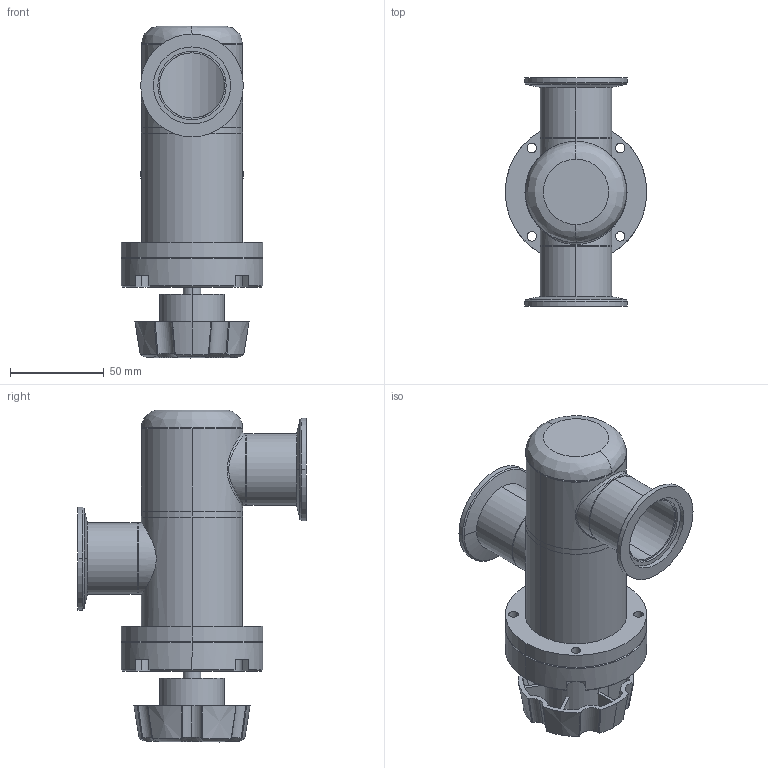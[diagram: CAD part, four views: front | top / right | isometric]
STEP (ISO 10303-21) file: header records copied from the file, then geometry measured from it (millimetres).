
FILE_DESCRIPTION (( 'STEP AP214' ), '1' );
FILE_NAME ('L-150-H-NW40_INLINE_VALVE_VITON_BONNET_MANUAL.STEP', '2020-03-27T08:51:46', ( 'admin' ), ( 'Microsoft' ), 'SwSTEP 2.0', 'SolidWorks 2016', '' );
FILE_SCHEMA (( 'AUTOMOTIVE_DESIGN' ));
Length unit declared in the file: inch
Products named in the file (1): L-150-H-NW40_INLINE_VALVE_VITON_BONNET_MANUAL
Bounding box: 75.56 x 121.92 x 177.26 mm (x, y, z)
Volume: 182591.1 mm3; surface area: 118707.3 mm2
Topology: 14 solids, 14 shells, 342 faces, 869 edges, 575 vertices
Faces by surface type: cylinder 143, plane 98, cone 78, bspline 22, sphere 1
Entity records: 13586 total; most frequent: CARTESIAN_POINT 5228, ORIENTED_EDGE 1738, DIRECTION 1648, EDGE_CURVE 869, AXIS2_PLACEMENT_3D 678, VERTEX_POINT 575, EDGE_LOOP 404, CIRCLE 357
